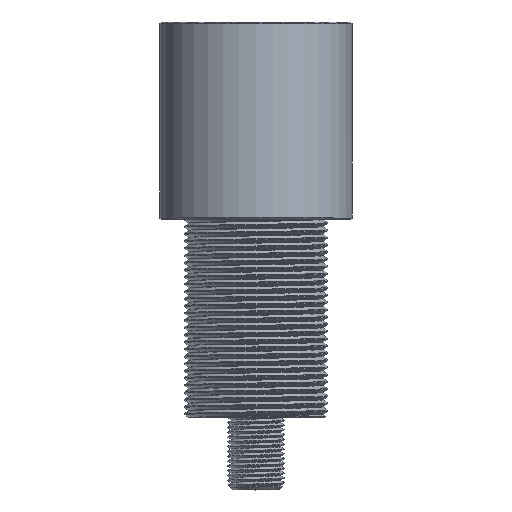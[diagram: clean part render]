
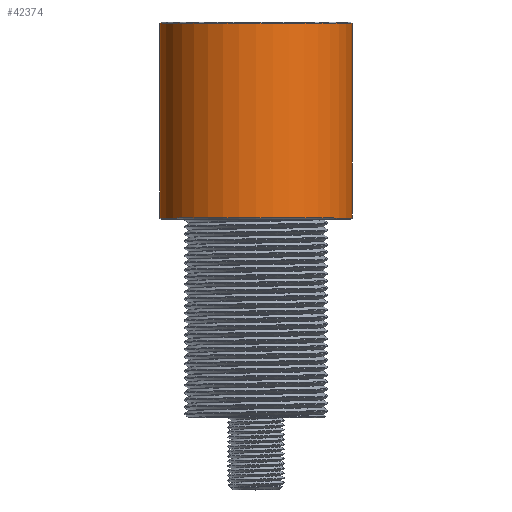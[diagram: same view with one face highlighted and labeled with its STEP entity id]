
A CAD part, top view. The second image highlights one B-rep face of the part: STEP entity #42374.
In plain terms, the highlighted cylindrical face has radius 20 mm (diameter 40 mm), a partial arc.
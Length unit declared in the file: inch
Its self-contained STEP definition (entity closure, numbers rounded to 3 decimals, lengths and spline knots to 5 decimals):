
#19 = LINE ( 'NONE', #50874, #28030 ) ;
#1192 = CARTESIAN_POINT ( 'NONE',  ( 0.78681, -0.03068, -1.48075 ) ) ;
#3572 = ORIENTED_EDGE ( 'NONE', *, *, #62013, .T. ) ;
#3587 = EDGE_CURVE ( 'NONE', #15755, #59134, #19347, .T. ) ;
#4435 = CARTESIAN_POINT ( 'NONE',  ( 0., 0., -0.00984 ) ) ;
#4535 = AXIS2_PLACEMENT_3D ( 'NONE', #4435, #43618, #10064 ) ;
#5897 = VERTEX_POINT ( 'NONE', #20627 ) ;
#6325 = CARTESIAN_POINT ( 'NONE',  ( 0.78692, -0.02753, -1.47312 ) ) ;
#8344 = ORIENTED_EDGE ( 'NONE', *, *, #23327, .T. ) ;
#10064 = DIRECTION ( 'NONE',  ( -1., 0., 0. ) ) ;
#11486 = CARTESIAN_POINT ( 'NONE',  ( 0.78692, -0.02809, -1.50543 ) ) ;
#11743 = CARTESIAN_POINT ( 'NONE',  ( 0.78677, -0.0315, -1.48488 ) ) ;
#11989 = CARTESIAN_POINT ( 'NONE',  ( 0.78677, -0.03149, -1.49721 ) ) ;
#13424 = CARTESIAN_POINT ( 'NONE',  ( 0.78717, -0.01934, -1.46377 ) ) ;
#14299 = ORIENTED_EDGE ( 'NONE', *, *, #3587, .T. ) ;
#15755 = VERTEX_POINT ( 'NONE', #50654 ) ;
#19263 = CARTESIAN_POINT ( 'NONE',  ( 0.7874, 0., -1.52047 ) ) ;
#19347 = B_SPLINE_CURVE_WITH_KNOTS ( 'NONE', 3,
 ( #19263, #32194, #56593, #65347, #67110, #11486, #11989, #11743, #1192, #6325, #29084, #13424, #50590, #67503, #55878, #49135 ),
 .UNSPECIFIED., .F., .F.,
 ( 4, 2, 2, 2, 2, 2, 2, 4 ),
 ( 0., 0.00031, 0.00063, 0.00125, 0.00156, 0.00188, 0.00219, 0.0025 ),
 .UNSPECIFIED. ) ;
#20627 = CARTESIAN_POINT ( 'NONE',  ( -0.7874, 0., -1.60433 ) ) ;
#23327 = EDGE_CURVE ( 'NONE', #59134, #30399, #19, .T. ) ;
#27571 = CIRCLE ( 'NONE', #61598, 0.7874 ) ;
#28030 = VECTOR ( 'NONE', #56554, 39.37008 ) ;
#28598 = DIRECTION ( 'NONE',  ( 0., 0., 1. ) ) ;
#28766 = DIRECTION ( 'NONE',  ( 0., 0., 1. ) ) ;
#29084 = CARTESIAN_POINT ( 'NONE',  ( 0.787, -0.02522, -1.46965 ) ) ;
#29137 = DIRECTION ( 'NONE',  ( 0., 0., 1. ) ) ;
#29705 = LINE ( 'NONE', #39694, #57822 ) ;
#30399 = VERTEX_POINT ( 'NONE', #53235 ) ;
#30675 = EDGE_CURVE ( 'NONE', #30399, #68297, #34510, .T. ) ;
#32194 = CARTESIAN_POINT ( 'NONE',  ( 0.7874, -0.00416, -1.52047 ) ) ;
#34252 = ORIENTED_EDGE ( 'NONE', *, *, #66838, .F. ) ;
#34510 = CIRCLE ( 'NONE', #4535, 0.7874 ) ;
#37682 = AXIS2_PLACEMENT_3D ( 'NONE', #40369, #29137, #62511 ) ;
#38899 = EDGE_CURVE ( 'NONE', #5897, #57581, #27571, .T. ) ;
#39694 = CARTESIAN_POINT ( 'NONE',  ( -0.7874, 0., 0. ) ) ;
#39748 = CARTESIAN_POINT ( 'NONE',  ( 0.7874, 0., 0. ) ) ;
#39875 = CARTESIAN_POINT ( 'NONE',  ( -0.7874, 0., -0.00984 ) ) ;
#40369 = CARTESIAN_POINT ( 'NONE',  ( 0., 0., 0. ) ) ;
#40942 = FACE_OUTER_BOUND ( 'NONE', #46605, .T. ) ;
#42374 = ADVANCED_FACE ( 'NONE', ( #40942 ), #54168, .T. ) ;
#43618 = DIRECTION ( 'NONE',  ( 0., 0., -1. ) ) ;
#45373 = DIRECTION ( 'NONE',  ( 0., 0., 1. ) ) ;
#46605 = EDGE_LOOP ( 'NONE', ( #34252, #50119, #3572, #14299, #8344, #64100 ) ) ;
#47113 = CARTESIAN_POINT ( 'NONE',  ( 0.7874, 0., -1.60433 ) ) ;
#47528 = CARTESIAN_POINT ( 'NONE',  ( 0.7874, 0., -1.45748 ) ) ;
#49135 = CARTESIAN_POINT ( 'NONE',  ( 0.7874, 0., -1.45748 ) ) ;
#50119 = ORIENTED_EDGE ( 'NONE', *, *, #38899, .T. ) ;
#50590 = CARTESIAN_POINT ( 'NONE',  ( 0.78725, -0.01587, -1.46146 ) ) ;
#50654 = CARTESIAN_POINT ( 'NONE',  ( 0.7874, 0., -1.52047 ) ) ;
#50874 = CARTESIAN_POINT ( 'NONE',  ( 0.7874, 0., 0. ) ) ;
#53235 = CARTESIAN_POINT ( 'NONE',  ( 0.7874, 0., -0.00984 ) ) ;
#54168 = CYLINDRICAL_SURFACE ( 'NONE', #37682, 0.7874 ) ;
#55878 = CARTESIAN_POINT ( 'NONE',  ( 0.7874, -0.00411, -1.45748 ) ) ;
#56545 = VECTOR ( 'NONE', #28766, 39.37008 ) ;
#56554 = DIRECTION ( 'NONE',  ( 0., 0., 1. ) ) ;
#56593 = CARTESIAN_POINT ( 'NONE',  ( 0.78737, -0.00825, -1.51965 ) ) ;
#57581 = VERTEX_POINT ( 'NONE', #47113 ) ;
#57822 = VECTOR ( 'NONE', #45373, 39.37008 ) ;
#59134 = VERTEX_POINT ( 'NONE', #47528 ) ;
#61598 = AXIS2_PLACEMENT_3D ( 'NONE', #62220, #28598, #67828 ) ;
#62013 = EDGE_CURVE ( 'NONE', #57581, #15755, #71434, .T. ) ;
#62220 = CARTESIAN_POINT ( 'NONE',  ( 0., 0., -1.60433 ) ) ;
#62511 = DIRECTION ( 'NONE',  ( 1., 0., 0. ) ) ;
#64100 = ORIENTED_EDGE ( 'NONE', *, *, #30675, .T. ) ;
#65347 = CARTESIAN_POINT ( 'NONE',  ( 0.78725, -0.01588, -1.51649 ) ) ;
#66838 = EDGE_CURVE ( 'NONE', #5897, #68297, #29705, .T. ) ;
#67110 = CARTESIAN_POINT ( 'NONE',  ( 0.78717, -0.01937, -1.51415 ) ) ;
#67503 = CARTESIAN_POINT ( 'NONE',  ( 0.78737, -0.00823, -1.4583 ) ) ;
#67828 = DIRECTION ( 'NONE',  ( 1., 0., 0. ) ) ;
#68297 = VERTEX_POINT ( 'NONE', #39875 ) ;
#71434 = LINE ( 'NONE', #39748, #56545 ) ;
